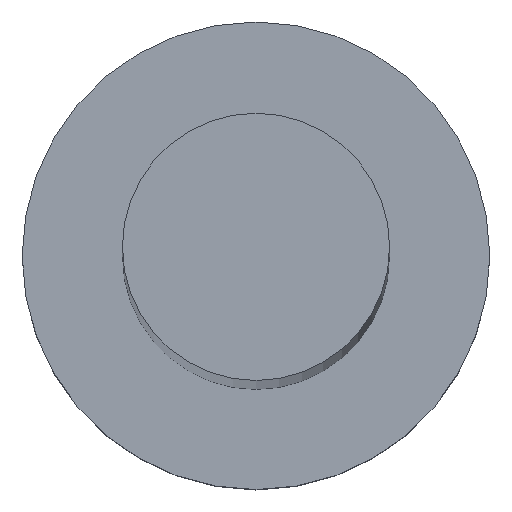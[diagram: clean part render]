
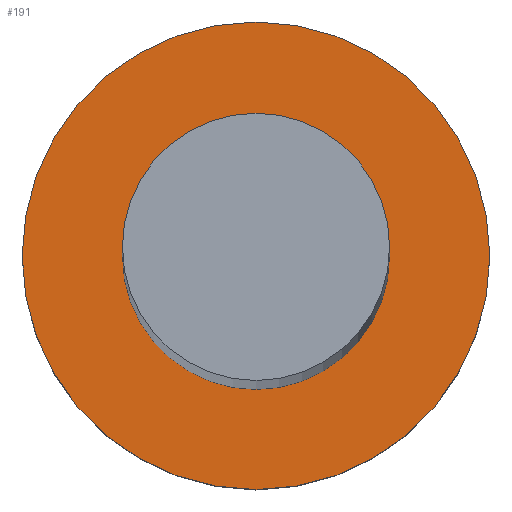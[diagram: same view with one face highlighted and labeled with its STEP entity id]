
A CAD part, top view. The second image highlights one B-rep face of the part: STEP entity #191.
In plain terms, the highlighted planar face has unit normal (0, 0, 1).
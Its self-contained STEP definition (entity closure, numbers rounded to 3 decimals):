
#7 = CARTESIAN_POINT ( 'NONE',  ( 0., 0., 6.5 ) ) ;
#20 = DIRECTION ( 'NONE',  ( 1., 0., 0. ) ) ;
#29 = CIRCLE ( 'NONE', #137, 7. ) ;
#42 = AXIS2_PLACEMENT_3D ( 'NONE', #136, #234, #140 ) ;
#44 = ORIENTED_EDGE ( 'NONE', *, *, #104, .T. ) ;
#52 = CARTESIAN_POINT ( 'NONE',  ( 7., 0., 6.5 ) ) ;
#54 = CARTESIAN_POINT ( 'NONE',  ( -4., 0., 6.5 ) ) ;
#57 = CARTESIAN_POINT ( 'NONE',  ( 0., 0., 6.5 ) ) ;
#67 = VERTEX_POINT ( 'NONE', #54 ) ;
#76 = PLANE ( 'NONE',  #143 ) ;
#77 = DIRECTION ( 'NONE',  ( 0., 0., 1. ) ) ;
#80 = CARTESIAN_POINT ( 'NONE',  ( -7., 0., 6.5 ) ) ;
#95 = AXIS2_PLACEMENT_3D ( 'NONE', #57, #139, #20 ) ;
#96 = DIRECTION ( 'NONE',  ( 0., 0., 1. ) ) ;
#100 = EDGE_CURVE ( 'NONE', #251, #133, #29, .T. ) ;
#104 = EDGE_CURVE ( 'NONE', #133, #251, #247, .T. ) ;
#111 = EDGE_LOOP ( 'NONE', ( #44, #192 ) ) ;
#123 = EDGE_LOOP ( 'NONE', ( #185, #184 ) ) ;
#133 = VERTEX_POINT ( 'NONE', #80 ) ;
#135 = CARTESIAN_POINT ( 'NONE',  ( 0., 0., 6.5 ) ) ;
#136 = CARTESIAN_POINT ( 'NONE',  ( 0., 0., 6.5 ) ) ;
#137 = AXIS2_PLACEMENT_3D ( 'NONE', #135, #96, #237 ) ;
#139 = DIRECTION ( 'NONE',  ( 0., 0., 1. ) ) ;
#140 = DIRECTION ( 'NONE',  ( 1., 0., 0. ) ) ;
#143 = AXIS2_PLACEMENT_3D ( 'NONE', #7, #77, #158 ) ;
#158 = DIRECTION ( 'NONE',  ( 1., 0., 0. ) ) ;
#159 = CARTESIAN_POINT ( 'NONE',  ( 0., 0., 6.5 ) ) ;
#170 = DIRECTION ( 'NONE',  ( 0., 0., 1. ) ) ;
#176 = FACE_OUTER_BOUND ( 'NONE', #111, .T. ) ;
#184 = ORIENTED_EDGE ( 'NONE', *, *, #201, .F. ) ;
#185 = ORIENTED_EDGE ( 'NONE', *, *, #238, .F. ) ;
#191 = ADVANCED_FACE ( 'NONE', ( #229, #176 ), #76, .T. ) ;
#192 = ORIENTED_EDGE ( 'NONE', *, *, #100, .T. ) ;
#195 = CARTESIAN_POINT ( 'NONE',  ( 4., 0., 6.5 ) ) ;
#201 = EDGE_CURVE ( 'NONE', #205, #67, #235, .T. ) ;
#205 = VERTEX_POINT ( 'NONE', #195 ) ;
#223 = AXIS2_PLACEMENT_3D ( 'NONE', #159, #170, #255 ) ;
#229 = FACE_BOUND ( 'NONE', #123, .T. ) ;
#234 = DIRECTION ( 'NONE',  ( 0., 0., 1. ) ) ;
#235 = CIRCLE ( 'NONE', #42, 4. ) ;
#237 = DIRECTION ( 'NONE',  ( 1., 0., 0. ) ) ;
#238 = EDGE_CURVE ( 'NONE', #67, #205, #248, .T. ) ;
#247 = CIRCLE ( 'NONE', #95, 7. ) ;
#248 = CIRCLE ( 'NONE', #223, 4. ) ;
#251 = VERTEX_POINT ( 'NONE', #52 ) ;
#255 = DIRECTION ( 'NONE',  ( 1., 0., 0. ) ) ;
